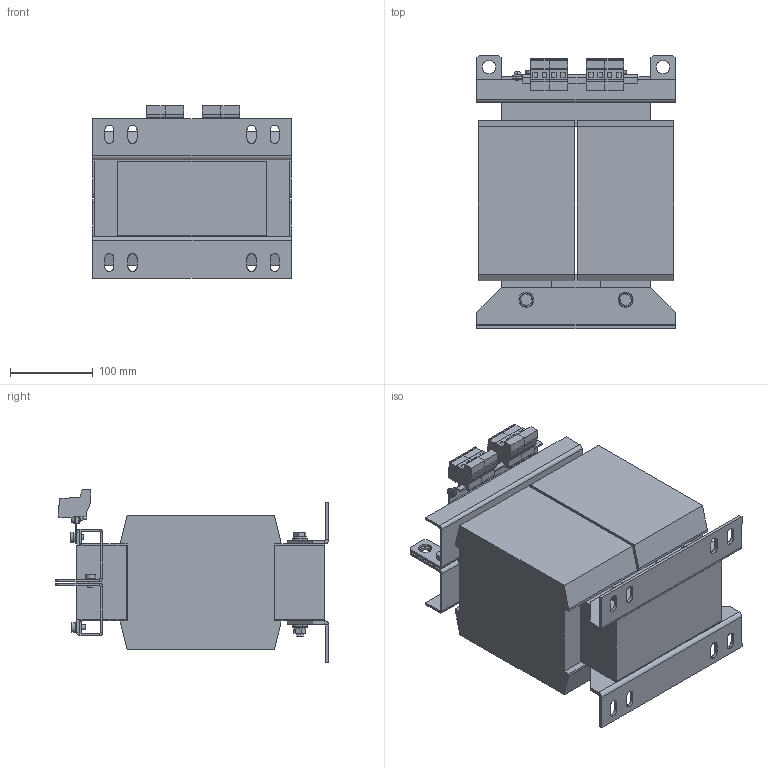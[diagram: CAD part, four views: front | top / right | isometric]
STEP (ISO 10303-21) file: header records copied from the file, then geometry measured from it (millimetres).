
FILE_DESCRIPTION (( 'STEP AP214' ), '1' );
FILE_NAME ('205601.STEP', '2020-12-09T10:59:15', ( '' ), ( '' ), 'SwSTEP 2.0', 'SolidWorks 2018', '' );
FILE_SCHEMA (( 'AUTOMOTIVE_DESIGN' ));
Length unit declared in the file: millimetre
Products named in the file (1): 205601
Bounding box: 240 x 331 x 208.55 mm (x, y, z)
Volume: 9304344.2 mm3; surface area: 568116.3 mm2
Topology: 1 solids, 1 shells, 705 faces, 1762 edges, 1100 vertices
Faces by surface type: plane 525, cylinder 166, cone 8, torus 6
Entity records: 20876 total; most frequent: CARTESIAN_POINT 3758, ORIENTED_EDGE 3524, DIRECTION 3498, EDGE_CURVE 1762, LINE 1366, VECTOR 1366, VERTEX_POINT 1100, AXIS2_PLACEMENT_3D 1066
